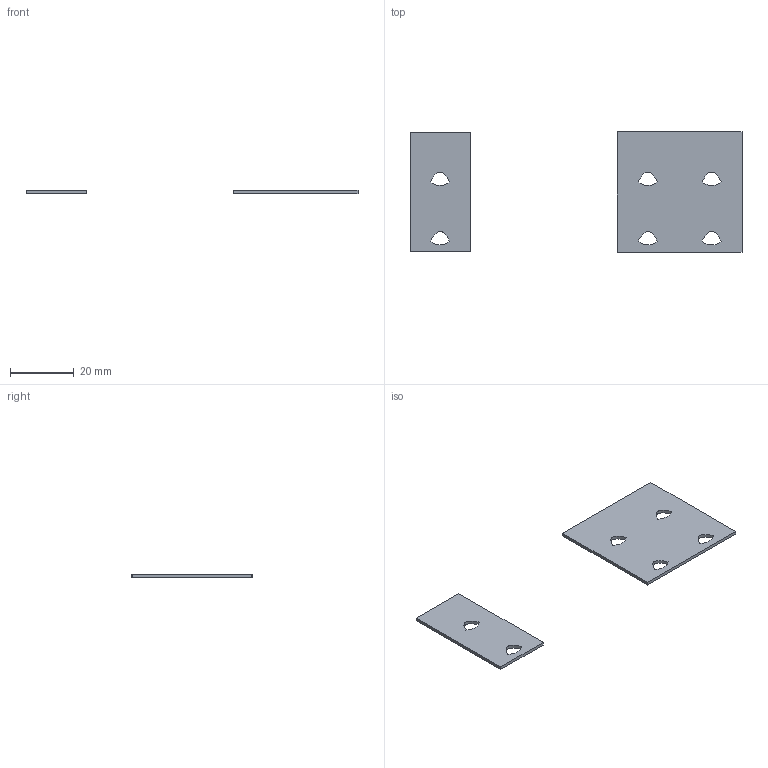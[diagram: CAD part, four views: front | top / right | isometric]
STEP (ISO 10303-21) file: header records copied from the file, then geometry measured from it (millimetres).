
FILE_DESCRIPTION(/* description */ ('STEP AP242','CAx-IF Rec.Pracs.---Representation and Presentation of Product Manufacturing Information (PMI)---4.0---2014-10-13','CAx-IF Rec.Pracs.---3D Tessellated Geometry---0.4---2014-09-14','2;1'),/* implementation_level */ '2;1');
FILE_NAME(/* name */ '68b00b6a11b99720e34f63fc',/* time_stamp */ '2025-08-28T07:55:23Z',/* author */ (''),/* organization */ (''),/* preprocessor_version */ 'ST-DEVELOPER v20',/* originating_system */ 'ONSHAPE BY PTC INC, 1.202',/* authorisation */ ' ');
FILE_SCHEMA (('AP242_MANAGED_MODEL_BASED_3D_ENGINEERING_MIM_LF { 1 0 10303 442 1 1 4 }'));
Length unit declared in the file: metre
Products named in the file (2): smal_lightbox_diffuser; big_lighbox_diffuser
Bounding box: 103.9 x 37.6 x 1 mm (x, y, z)
Volume: 2068.1 mm3; surface area: 4494.9 mm2
Topology: 2 solids, 2 shells, 24 faces, 60 edges, 40 vertices
Faces by surface type: plane 12, bspline 6, cylinder 6
Entity records: 812 total; most frequent: CARTESIAN_POINT 192, ORIENTED_EDGE 120, DIRECTION 100, EDGE_CURVE 60, VERTEX_POINT 40, LINE 36, VECTOR 36, EDGE_LOOP 36
